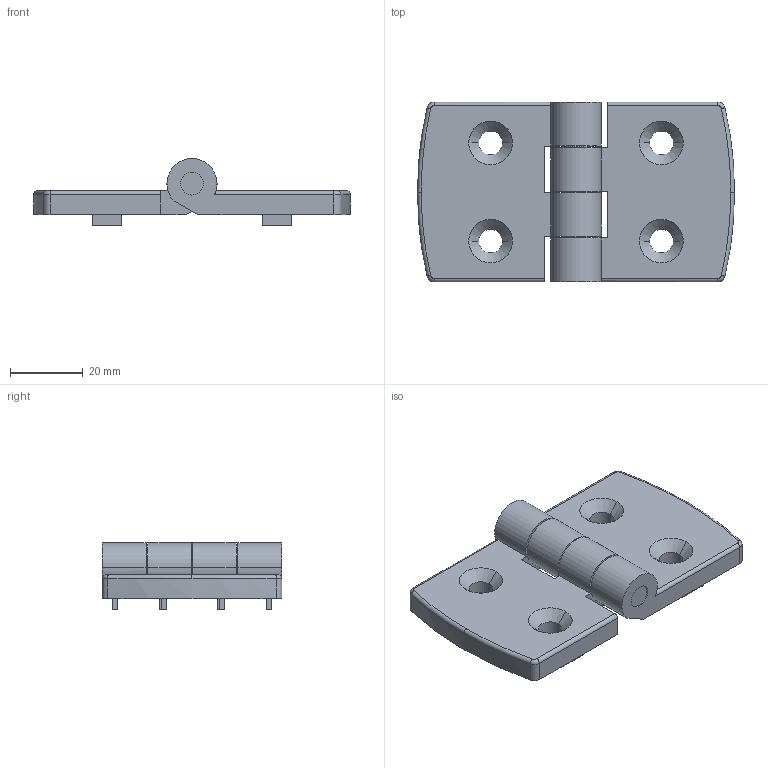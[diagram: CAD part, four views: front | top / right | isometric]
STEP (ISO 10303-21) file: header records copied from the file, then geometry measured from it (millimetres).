
FILE_DESCRIPTION (( 'STEP AP214' ), '1' );
FILE_NAME ('SNSD.30.50.99. Ïåòëÿ äâåðíàÿ àëþìèíåâàÿ 4545(B07).STEP', '2014-11-27T09:40:19', ( 'XTreme.ws' ), ( 'XTreme.ws' ), 'SwSTEP 2.0', 'SolidWorks 2014', '' );
FILE_SCHEMA (( 'AUTOMOTIVE_DESIGN' ));
Length unit declared in the file: millimetre
Products named in the file (3): SNSD.30.50.99. Ïåòëÿ äâåðíàÿ àëþìèíåâàÿ 4545(B07); SNSD.30.50.96. ﾏ琿褻(B47)E07B48B07_00; SNSD.30.50.96. Ïåòëÿ äâåðíàÿ àëþìèíåâàÿ 3045(B47)E07B48B07_00
Assembly tree (3 placements, depth 2):
  SNSD.30.50.99. Ïåòëÿ äâåðíàÿ àëþìèíåâàÿ 4545(B07)
    SNSD.30.50.96. Ïåòëÿ äâåðíàÿ àëþìèíåâàÿ 3045(B47)E07B48B07_00  x2
    SNSD.30.50.96. ﾏ琿褻(B47)E07B48B07_00
Bounding box: 87.21 x 49.5 x 18.4 mm (x, y, z)
Volume: 29345.7 mm3; surface area: 14959.5 mm2
Topology: 3 solids, 3 shells, 192 faces, 494 edges, 324 vertices
Faces by surface type: plane 104, cylinder 72, torus 8, cone 8
Entity records: 3116 total; most frequent: DIRECTION 542, CARTESIAN_POINT 527, ORIENTED_EDGE 500, EDGE_CURVE 250, AXIS2_PLACEMENT_3D 189, VECTOR 164, LINE 164, VERTEX_POINT 164
